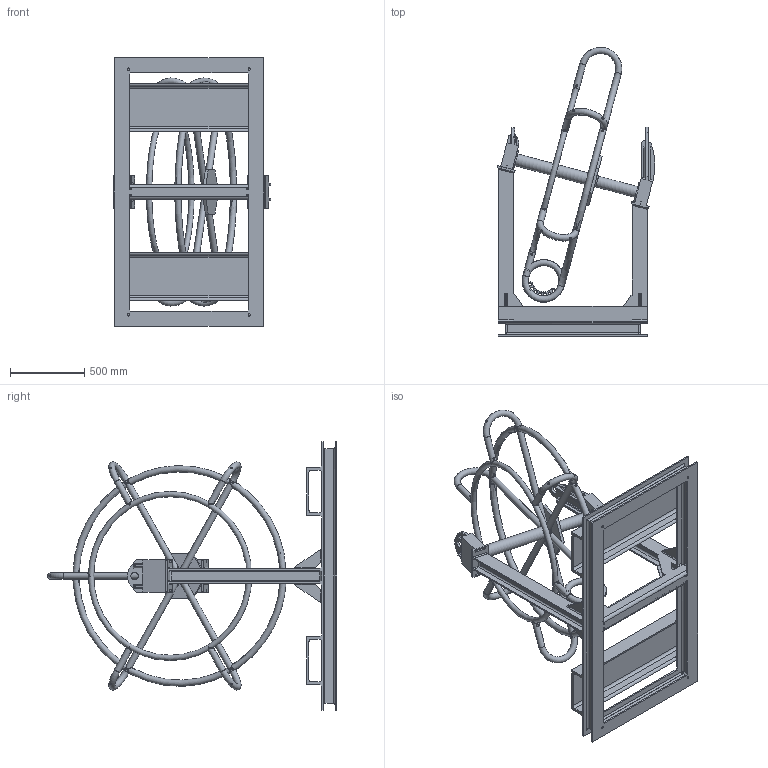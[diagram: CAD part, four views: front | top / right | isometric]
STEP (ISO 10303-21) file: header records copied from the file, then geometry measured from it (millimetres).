
FILE_DESCRIPTION(/* description */ ('-'),/* implementation_level */ '2;1');
FILE_NAME(/* name */ 'SRCS.stp',/* time_stamp */ '2021-02-04T15:32:57+01:00',/* author */ ('thiemo.westerhof'),/* organization */ (''),/* preprocessor_version */ 'ST-DEVELOPER v16.13',/* originating_system */ 'Autodesk Inventor 2018',/* authorisation */ '');
FILE_SCHEMA (('AUTOMOTIVE_DESIGN { 1 0 10303 214 3 1 1 }'));
Products named in the file (1): Part113
Bounding box: 1057.67 x 1941.21 x 1800 mm (x, y, z)
Volume: 54712054.3 mm3; surface area: 11237465.2 mm2
Topology: 3 solids, 12 shells, 1146 faces, 3258 edges, 2029 vertices
Faces by surface type: plane 732, cylinder 286, cone 46, torus 46, bspline 35, sphere 1
Full cylindrical faces by diameter (mm): 4.917 x3, 6 x3, 6.5 x3, 6.647 x7, 8 x7, 10.106 x4, 12 x12, 13.5 x4, 14 x60, 16 x4, 20 x7, 36 x12, 42 x12, 50 x2, 60 x2, 74 x2, 75.5 x1, 76.5 x1, 78 x1, 80 x1, 82 x1, 82.5 x1, 90 x2, 126.5 x1, 132.5 x1
Entity records: 47351 total; most frequent: CARTESIAN_POINT 18207, ORIENTED_EDGE 5876, DIRECTION 5338, EDGE_CURVE 2879, LINE 1952, VECTOR 1952, VERTEX_POINT 1892, AXIS2_PLACEMENT_3D 1693
